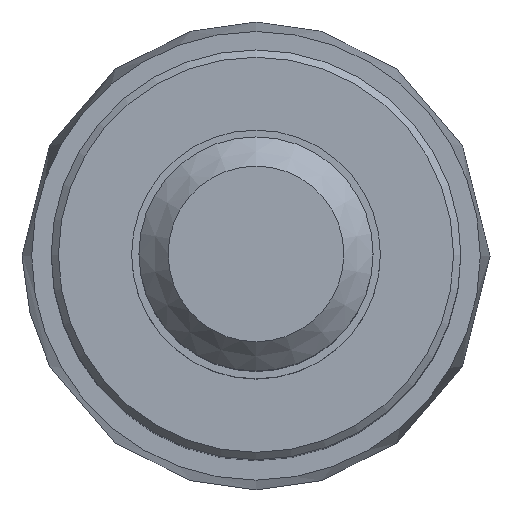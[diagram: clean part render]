
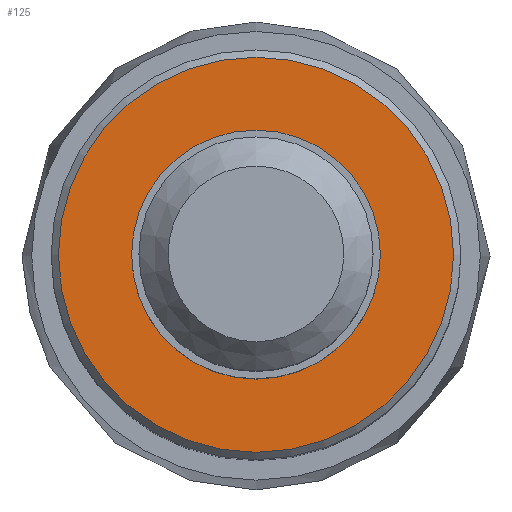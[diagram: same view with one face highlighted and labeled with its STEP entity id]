
A CAD part, top view. The second image highlights one B-rep face of the part: STEP entity #125.
In plain terms, the highlighted planar face has unit normal (0, 0, 1).
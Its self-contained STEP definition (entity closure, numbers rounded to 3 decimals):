
#107=FACE_BOUND('',#161,.T.);
#108=FACE_BOUND('',#162,.T.);
#125=ADVANCED_FACE('',(#107,#108),#134,.T.);
#134=PLANE('',#455);
#161=EDGE_LOOP('',(#189));
#162=EDGE_LOOP('',(#190));
#189=ORIENTED_EDGE('',*,*,#220,.T.);
#190=ORIENTED_EDGE('',*,*,#221,.F.);
#206=VERTEX_POINT('',#665);
#207=VERTEX_POINT('',#668);
#220=EDGE_CURVE('',#206,#206,#245,.T.);
#221=EDGE_CURVE('',#207,#207,#246,.T.);
#245=CIRCLE('',#452,3.75);
#246=CIRCLE('',#454,6.75);
#452=AXIS2_PLACEMENT_3D('',#664,#531,#532);
#454=AXIS2_PLACEMENT_3D('',#667,#535,#536);
#455=AXIS2_PLACEMENT_3D('',#669,#537,#538);
#531=DIRECTION('',(0.,0.,-1.));
#532=DIRECTION('',(0.,1.,0.));
#535=DIRECTION('',(0.,0.,-1.));
#536=DIRECTION('',(0.,1.,0.));
#537=DIRECTION('',(0.,0.,1.));
#538=DIRECTION('',(0.,-1.,0.));
#664=CARTESIAN_POINT('',(0.,0.,-17.));
#665=CARTESIAN_POINT('',(0.,3.75,-17.));
#667=CARTESIAN_POINT('',(0.,0.,-17.));
#668=CARTESIAN_POINT('',(0.,6.75,-17.));
#669=CARTESIAN_POINT('',(0.,6.75,-17.));
